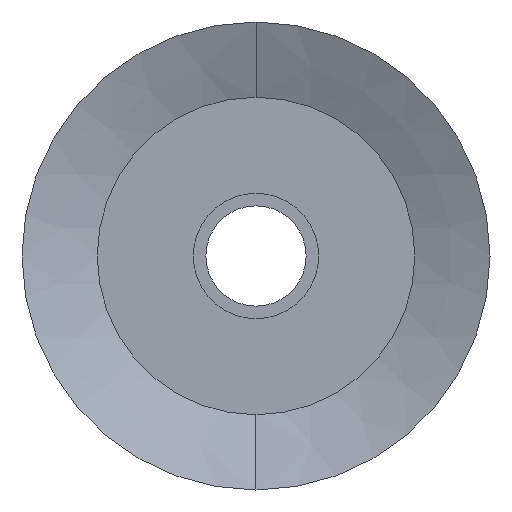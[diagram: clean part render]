
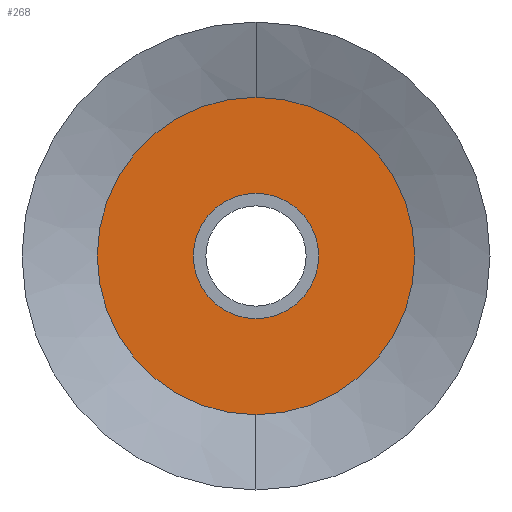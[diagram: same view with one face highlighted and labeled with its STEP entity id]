
A CAD part, left-side view. The second image highlights one B-rep face of the part: STEP entity #268.
In plain terms, the highlighted planar face has unit normal (-1, 0, 0).
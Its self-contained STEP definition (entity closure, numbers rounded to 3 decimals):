
#59 = VERTEX_POINT ( 'NONE', #934 ) ;
#63 = CARTESIAN_POINT ( 'NONE',  ( 57.988, 0., 95. ) ) ;
#99 = PLANE ( 'NONE',  #349 ) ;
#100 = CARTESIAN_POINT ( 'NONE',  ( 57.988, 0., 0. ) ) ;
#102 = CIRCLE ( 'NONE', #676, 95. ) ;
#136 = EDGE_CURVE ( 'NONE', #59, #920, #456, .T. ) ;
#173 = DIRECTION ( 'NONE',  ( 0., 0., -1. ) ) ;
#242 = DIRECTION ( 'NONE',  ( 0., 0., 1. ) ) ;
#268 = ADVANCED_FACE ( 'NONE', ( #674, #834 ), #99, .F. ) ;
#280 = EDGE_LOOP ( 'NONE', ( #983, #871 ) ) ;
#281 = EDGE_CURVE ( 'NONE', #920, #59, #102, .T. ) ;
#349 = AXIS2_PLACEMENT_3D ( 'NONE', #464, #616, #173 ) ;
#357 = ORIENTED_EDGE ( 'NONE', *, *, #912, .F. ) ;
#365 = CARTESIAN_POINT ( 'NONE',  ( 57.988, 0., 0. ) ) ;
#397 = VERTEX_POINT ( 'NONE', #627 ) ;
#403 = CARTESIAN_POINT ( 'NONE',  ( 57.988, 0., 37.5 ) ) ;
#422 = AXIS2_PLACEMENT_3D ( 'NONE', #646, #982, #976 ) ;
#430 = DIRECTION ( 'NONE',  ( -1., 0., 0. ) ) ;
#456 = CIRCLE ( 'NONE', #903, 95. ) ;
#464 = CARTESIAN_POINT ( 'NONE',  ( 57.988, 37.5, 0. ) ) ;
#500 = DIRECTION ( 'NONE',  ( 0., 0., 1. ) ) ;
#514 = DIRECTION ( 'NONE',  ( 0., 0., 1. ) ) ;
#579 = CIRCLE ( 'NONE', #680, 37.5 ) ;
#602 = EDGE_LOOP ( 'NONE', ( #357, #603 ) ) ;
#603 = ORIENTED_EDGE ( 'NONE', *, *, #782, .F. ) ;
#616 = DIRECTION ( 'NONE',  ( 1., 0., 0. ) ) ;
#627 = CARTESIAN_POINT ( 'NONE',  ( 57.988, 0., -37.5 ) ) ;
#646 = CARTESIAN_POINT ( 'NONE',  ( 57.988, 0., 0. ) ) ;
#647 = CIRCLE ( 'NONE', #422, 37.5 ) ;
#674 = FACE_BOUND ( 'NONE', #602, .T. ) ;
#676 = AXIS2_PLACEMENT_3D ( 'NONE', #365, #766, #514 ) ;
#680 = AXIS2_PLACEMENT_3D ( 'NONE', #910, #430, #500 ) ;
#682 = VERTEX_POINT ( 'NONE', #403 ) ;
#766 = DIRECTION ( 'NONE',  ( -1., 0., 0. ) ) ;
#782 = EDGE_CURVE ( 'NONE', #397, #682, #647, .T. ) ;
#834 = FACE_OUTER_BOUND ( 'NONE', #280, .T. ) ;
#871 = ORIENTED_EDGE ( 'NONE', *, *, #136, .T. ) ;
#903 = AXIS2_PLACEMENT_3D ( 'NONE', #100, #950, #242 ) ;
#910 = CARTESIAN_POINT ( 'NONE',  ( 57.988, 0., 0. ) ) ;
#912 = EDGE_CURVE ( 'NONE', #682, #397, #579, .T. ) ;
#920 = VERTEX_POINT ( 'NONE', #63 ) ;
#934 = CARTESIAN_POINT ( 'NONE',  ( 57.988, 0., -95. ) ) ;
#950 = DIRECTION ( 'NONE',  ( -1., 0., 0. ) ) ;
#976 = DIRECTION ( 'NONE',  ( 0., 0., 1. ) ) ;
#982 = DIRECTION ( 'NONE',  ( -1., 0., 0. ) ) ;
#983 = ORIENTED_EDGE ( 'NONE', *, *, #281, .T. ) ;
